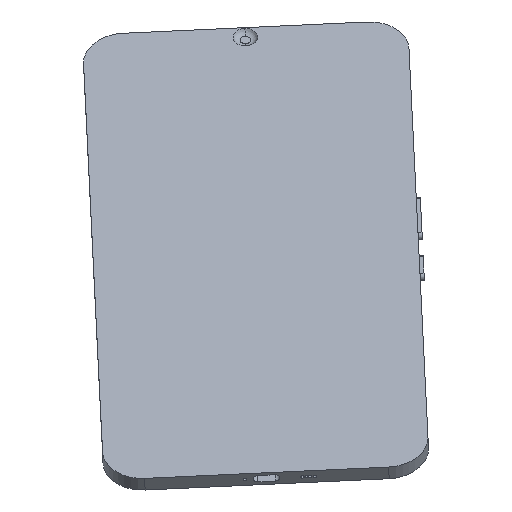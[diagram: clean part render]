
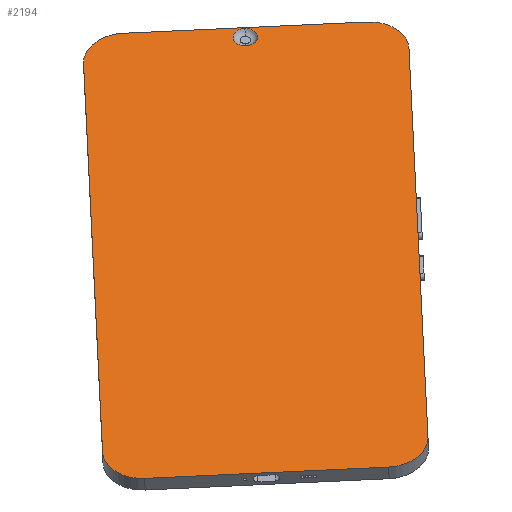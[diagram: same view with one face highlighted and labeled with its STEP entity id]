
A CAD part, top view. The second image highlights one B-rep face of the part: STEP entity #2194.
In plain terms, the highlighted face is planar.
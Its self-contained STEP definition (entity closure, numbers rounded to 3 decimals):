
#137 = VERTEX_POINT ( 'NONE', #265 ) ;
#149 = CARTESIAN_POINT ( 'NONE',  ( -56.28, 22.716, 2. ) ) ;
#220 = CARTESIAN_POINT ( 'NONE',  ( -51.28, -12.284, 2. ) ) ;
#231 = CARTESIAN_POINT ( 'NONE',  ( 21.72, 22.716, 2. ) ) ;
#265 = CARTESIAN_POINT ( 'NONE',  ( 16.72, -17.284, 2. ) ) ;
#273 = DIRECTION ( 'NONE',  ( 0., 0., 1. ) ) ;
#274 = VECTOR ( 'NONE', #1339, 1000. ) ;
#278 = CIRCLE ( 'NONE', #1667, 5. ) ;
#399 = EDGE_CURVE ( 'NONE', #2251, #1919, #551, .T. ) ;
#411 = DIRECTION ( 'NONE',  ( 0., -1., 0. ) ) ;
#470 = EDGE_LOOP ( 'NONE', ( #2124, #2240, #1234, #1157, #2026, #1070, #532, #962 ) ) ;
#503 = EDGE_CURVE ( 'NONE', #2409, #1664, #1123, .T. ) ;
#507 = VERTEX_POINT ( 'NONE', #1173 ) ;
#532 = ORIENTED_EDGE ( 'NONE', *, *, #503, .T. ) ;
#551 = CIRCLE ( 'NONE', #1141, 1.512 ) ;
#552 = CARTESIAN_POINT ( 'NONE',  ( -56.134, 2.716, 2. ) ) ;
#558 = DIRECTION ( 'NONE',  ( 0., 0., 1. ) ) ;
#568 = CARTESIAN_POINT ( 'NONE',  ( -56.28, -12.284, 2. ) ) ;
#594 = CARTESIAN_POINT ( 'NONE',  ( -51.28, 22.716, 2. ) ) ;
#610 = DIRECTION ( 'NONE',  ( 0., 0., 1. ) ) ;
#655 = CARTESIAN_POINT ( 'NONE',  ( 16.72, 22.716, 2. ) ) ;
#691 = DIRECTION ( 'NONE',  ( 0., 0., 1. ) ) ;
#811 = VERTEX_POINT ( 'NONE', #655 ) ;
#868 = CIRCLE ( 'NONE', #1260, 5. ) ;
#962 = ORIENTED_EDGE ( 'NONE', *, *, #1190, .T. ) ;
#967 = CARTESIAN_POINT ( 'NONE',  ( -56.28, 22.716, 2. ) ) ;
#969 = DIRECTION ( 'NONE',  ( 1., 0., 0. ) ) ;
#984 = EDGE_CURVE ( 'NONE', #1801, #811, #1843, .T. ) ;
#1060 = AXIS2_PLACEMENT_3D ( 'NONE', #1980, #273, #1426 ) ;
#1066 = FACE_OUTER_BOUND ( 'NONE', #470, .T. ) ;
#1070 = ORIENTED_EDGE ( 'NONE', *, *, #1159, .T. ) ;
#1123 = LINE ( 'NONE', #967, #274 ) ;
#1133 = EDGE_CURVE ( 'NONE', #1562, #1513, #1757, .T. ) ;
#1141 = AXIS2_PLACEMENT_3D ( 'NONE', #2088, #1510, #1712 ) ;
#1150 = DIRECTION ( 'NONE',  ( 1., 0., 0. ) ) ;
#1157 = ORIENTED_EDGE ( 'NONE', *, *, #2315, .T. ) ;
#1159 = EDGE_CURVE ( 'NONE', #1801, #2409, #868, .T. ) ;
#1173 = CARTESIAN_POINT ( 'NONE',  ( -51.28, -17.284, 2. ) ) ;
#1182 = VECTOR ( 'NONE', #2237, 1000. ) ;
#1190 = EDGE_CURVE ( 'NONE', #1664, #507, #2265, .T. ) ;
#1234 = ORIENTED_EDGE ( 'NONE', *, *, #1133, .F. ) ;
#1260 = AXIS2_PLACEMENT_3D ( 'NONE', #1743, #610, #2127 ) ;
#1270 = EDGE_CURVE ( 'NONE', #1919, #2251, #2142, .T. ) ;
#1280 = CARTESIAN_POINT ( 'NONE',  ( 0., 0., 2. ) ) ;
#1291 = DIRECTION ( 'NONE',  ( 1., 0., 0. ) ) ;
#1339 = DIRECTION ( 'NONE',  ( 0., -1., 0. ) ) ;
#1353 = LINE ( 'NONE', #2118, #2185 ) ;
#1385 = ORIENTED_EDGE ( 'NONE', *, *, #1270, .F. ) ;
#1426 = DIRECTION ( 'NONE',  ( 1., 0., 0. ) ) ;
#1441 = DIRECTION ( 'NONE',  ( 1., 0., 0. ) ) ;
#1457 = EDGE_LOOP ( 'NONE', ( #1608, #1385 ) ) ;
#1483 = DIRECTION ( 'NONE',  ( 1., 0., 0. ) ) ;
#1510 = DIRECTION ( 'NONE',  ( 0., 0., 1. ) ) ;
#1513 = VERTEX_POINT ( 'NONE', #2067 ) ;
#1562 = VERTEX_POINT ( 'NONE', #1885 ) ;
#1564 = DIRECTION ( 'NONE',  ( 0., 0., 1. ) ) ;
#1608 = ORIENTED_EDGE ( 'NONE', *, *, #399, .F. ) ;
#1655 = PLANE ( 'NONE',  #2230 ) ;
#1664 = VERTEX_POINT ( 'NONE', #568 ) ;
#1667 = AXIS2_PLACEMENT_3D ( 'NONE', #1912, #558, #1150 ) ;
#1712 = DIRECTION ( 'NONE',  ( 1., 0., 0. ) ) ;
#1722 = CARTESIAN_POINT ( 'NONE',  ( -56.28, 17.716, 2. ) ) ;
#1743 = CARTESIAN_POINT ( 'NONE',  ( -51.28, 17.716, 2. ) ) ;
#1757 = LINE ( 'NONE', #231, #2382 ) ;
#1769 = EDGE_CURVE ( 'NONE', #137, #1513, #278, .T. ) ;
#1773 = CARTESIAN_POINT ( 'NONE',  ( -53.11, 2.716, 2. ) ) ;
#1801 = VERTEX_POINT ( 'NONE', #594 ) ;
#1827 = EDGE_CURVE ( 'NONE', #507, #137, #1353, .T. ) ;
#1843 = LINE ( 'NONE', #149, #1182 ) ;
#1874 = CIRCLE ( 'NONE', #2392, 5. ) ;
#1885 = CARTESIAN_POINT ( 'NONE',  ( 21.72, 17.716, 2. ) ) ;
#1912 = CARTESIAN_POINT ( 'NONE',  ( 16.72, -12.284, 2. ) ) ;
#1919 = VERTEX_POINT ( 'NONE', #1773 ) ;
#1980 = CARTESIAN_POINT ( 'NONE',  ( -54.622, 2.716, 2. ) ) ;
#2026 = ORIENTED_EDGE ( 'NONE', *, *, #984, .F. ) ;
#2045 = CARTESIAN_POINT ( 'NONE',  ( 16.72, 17.716, 2. ) ) ;
#2057 = DIRECTION ( 'NONE',  ( 0., 0., 1. ) ) ;
#2067 = CARTESIAN_POINT ( 'NONE',  ( 21.72, -12.284, 2. ) ) ;
#2088 = CARTESIAN_POINT ( 'NONE',  ( -54.622, 2.716, 2. ) ) ;
#2118 = CARTESIAN_POINT ( 'NONE',  ( -56.28, -17.284, 2. ) ) ;
#2124 = ORIENTED_EDGE ( 'NONE', *, *, #1827, .T. ) ;
#2127 = DIRECTION ( 'NONE',  ( 1., 0., 0. ) ) ;
#2142 = CIRCLE ( 'NONE', #1060, 1.512 ) ;
#2185 = VECTOR ( 'NONE', #1483, 1000. ) ;
#2194 = ADVANCED_FACE ( 'NONE', ( #2395, #1066 ), #1655, .T. ) ;
#2230 = AXIS2_PLACEMENT_3D ( 'NONE', #1280, #691, #1441 ) ;
#2237 = DIRECTION ( 'NONE',  ( 1., 0., 0. ) ) ;
#2240 = ORIENTED_EDGE ( 'NONE', *, *, #1769, .T. ) ;
#2251 = VERTEX_POINT ( 'NONE', #552 ) ;
#2263 = AXIS2_PLACEMENT_3D ( 'NONE', #220, #1564, #969 ) ;
#2265 = CIRCLE ( 'NONE', #2263, 5. ) ;
#2315 = EDGE_CURVE ( 'NONE', #1562, #811, #1874, .T. ) ;
#2382 = VECTOR ( 'NONE', #411, 1000. ) ;
#2392 = AXIS2_PLACEMENT_3D ( 'NONE', #2045, #2057, #1291 ) ;
#2395 = FACE_BOUND ( 'NONE', #1457, .T. ) ;
#2409 = VERTEX_POINT ( 'NONE', #1722 ) ;
